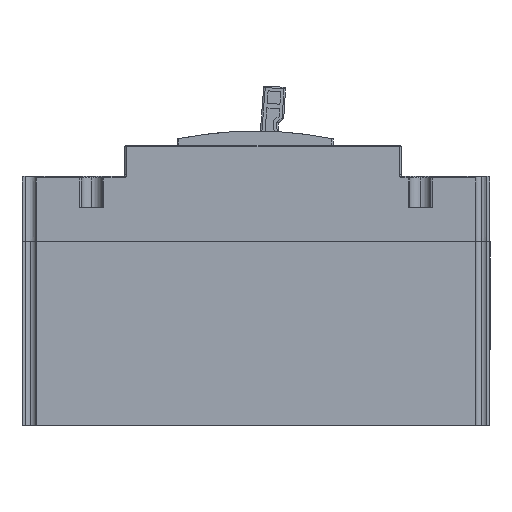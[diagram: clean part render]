
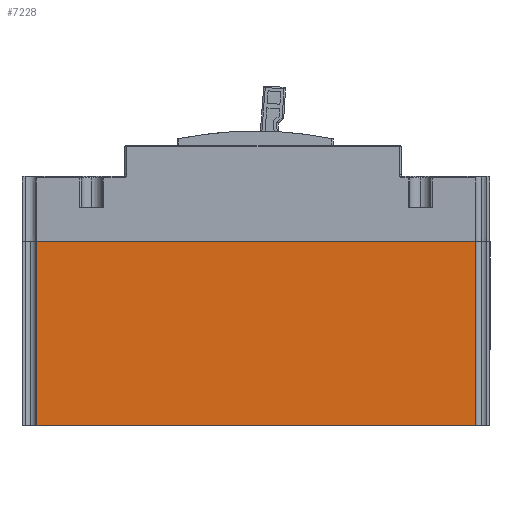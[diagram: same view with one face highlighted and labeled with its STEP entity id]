
A CAD part, left-side view. The second image highlights one B-rep face of the part: STEP entity #7228.
In plain terms, the highlighted planar face has unit normal (-1, 0, 0).
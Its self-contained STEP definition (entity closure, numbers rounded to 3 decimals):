
#1209 = CARTESIAN_POINT ( 'NONE',  ( -46., -70.5, 0. ) ) ;
#1233 = VERTEX_POINT ( 'NONE', #7152 ) ;
#3406 = DIRECTION ( 'NONE',  ( 0., 1., 0. ) ) ;
#4863 = DIRECTION ( 'NONE',  ( 0., 0., 1. ) ) ;
#4909 = DIRECTION ( 'NONE',  ( 1., 0., 0. ) ) ;
#6234 = VERTEX_POINT ( 'NONE', #16117 ) ;
#6559 = DIRECTION ( 'NONE',  ( 0., 0., -1. ) ) ;
#6856 = CARTESIAN_POINT ( 'NONE',  ( -46., -70.5, 59. ) ) ;
#6877 = DIRECTION ( 'NONE',  ( 0., -1., 0. ) ) ;
#7056 = CARTESIAN_POINT ( 'NONE',  ( -46., -75., 59. ) ) ;
#7079 = VERTEX_POINT ( 'NONE', #22131 ) ;
#7152 = CARTESIAN_POINT ( 'NONE',  ( -46., -70.5, 0. ) ) ;
#7228 = ADVANCED_FACE ( 'NONE', ( #14884 ), #9328, .F. ) ;
#8183 = CARTESIAN_POINT ( 'NONE',  ( -46., 70.5, 0. ) ) ;
#8305 = LINE ( 'NONE', #8183, #8343 ) ;
#8328 = VECTOR ( 'NONE', #3406, 1000. ) ;
#8343 = VECTOR ( 'NONE', #16941, 1000. ) ;
#9240 = EDGE_CURVE ( 'NONE', #1233, #17872, #13631, .T. ) ;
#9328 = PLANE ( 'NONE',  #19361 ) ;
#9930 = EDGE_LOOP ( 'NONE', ( #16105, #14934, #17932, #17842 ) ) ;
#10242 = CARTESIAN_POINT ( 'NONE',  ( -46., -75., 80. ) ) ;
#11003 = EDGE_CURVE ( 'NONE', #17872, #6234, #17718, .T. ) ;
#13631 = LINE ( 'NONE', #1209, #15027 ) ;
#13762 = EDGE_CURVE ( 'NONE', #6234, #7079, #8305, .T. ) ;
#13901 = EDGE_CURVE ( 'NONE', #7079, #1233, #21238, .T. ) ;
#14884 = FACE_OUTER_BOUND ( 'NONE', #9930, .T. ) ;
#14934 = ORIENTED_EDGE ( 'NONE', *, *, #9240, .T. ) ;
#15027 = VECTOR ( 'NONE', #4863, 1000. ) ;
#16105 = ORIENTED_EDGE ( 'NONE', *, *, #13901, .T. ) ;
#16117 = CARTESIAN_POINT ( 'NONE',  ( -46., 70.5, 59. ) ) ;
#16941 = DIRECTION ( 'NONE',  ( 0., 0., -1. ) ) ;
#17718 = LINE ( 'NONE', #7056, #8328 ) ;
#17842 = ORIENTED_EDGE ( 'NONE', *, *, #13762, .T. ) ;
#17872 = VERTEX_POINT ( 'NONE', #6856 ) ;
#17932 = ORIENTED_EDGE ( 'NONE', *, *, #11003, .T. ) ;
#19361 = AXIS2_PLACEMENT_3D ( 'NONE', #10242, #4909, #6559 ) ;
#20867 = VECTOR ( 'NONE', #6877, 1000. ) ;
#21238 = LINE ( 'NONE', #23124, #20867 ) ;
#22131 = CARTESIAN_POINT ( 'NONE',  ( -46., 70.5, 0. ) ) ;
#23124 = CARTESIAN_POINT ( 'NONE',  ( -46., -75., 0. ) ) ;
